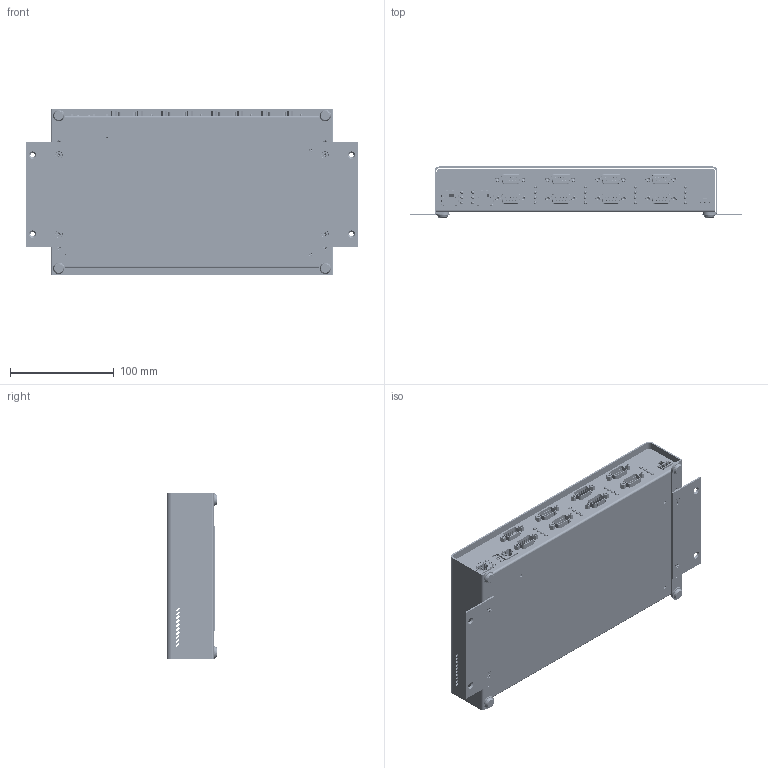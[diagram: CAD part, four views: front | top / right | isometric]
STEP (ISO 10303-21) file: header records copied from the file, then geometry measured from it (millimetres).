
FILE_DESCRIPTION (( 'STEP AP214' ), '1' );
FILE_NAME ('99448-0_DEVICEMASTER_RTS_DB9M_8_PORT_RS232_422_485.STEP', '2017-06-27T15:23:55', ( '' ), ( '' ), 'SwSTEP 2.0', 'SolidWorks 2017', '' );
FILE_SCHEMA (( 'AUTOMOTIVE_DESIGN' ));
Length unit declared in the file: inch
Products named in the file (1): 99448-0_DEVICEMASTER_RTS_DB9M_8_PORT_RS232_422_485
Bounding box: 320.04 x 48.97 x 160.02 mm (x, y, z)
Volume: 303948.6 mm3; surface area: 392904.9 mm2
Topology: 77 solids, 77 shells, 8501 faces, 22400 edges, 14542 vertices
Faces by surface type: plane 4787, cylinder 2042, bspline 1180, cone 404, sphere 52, torus 36
Entity records: 439604 total; most frequent: CARTESIAN_POINT 123239, ORIENTED_EDGE 44540, DIRECTION 38381, EDGE_CURVE 22270, LINE 14657, VECTOR 14657, VERTEX_POINT 14506, AXIS2_PLACEMENT_3D 11862
